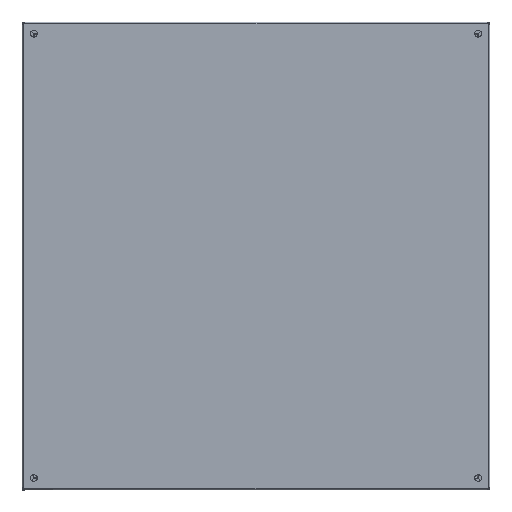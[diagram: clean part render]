
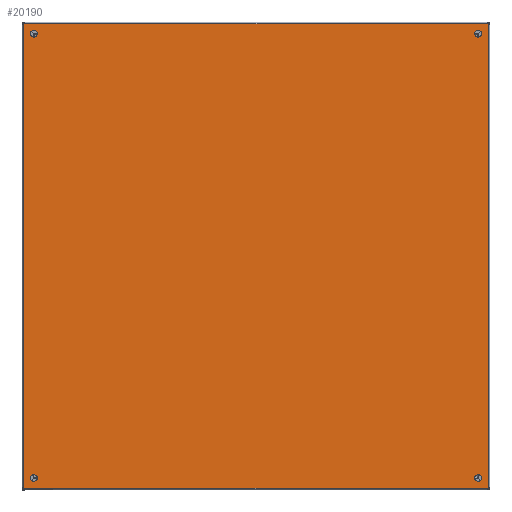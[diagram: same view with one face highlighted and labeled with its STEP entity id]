
A CAD part, top view. The second image highlights one B-rep face of the part: STEP entity #20190.
In plain terms, the highlighted face is planar.
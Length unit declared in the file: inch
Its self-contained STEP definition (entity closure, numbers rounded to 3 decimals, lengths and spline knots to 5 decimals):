
#15298=CARTESIAN_POINT('',(0.53125,0.75,0.0));
#15299=VERTEX_POINT('',#15298);
#15300=CARTESIAN_POINT('',(0.75,0.75,0.0));
#15301=DIRECTION('',(0.0,0.0,1.0));
#15302=DIRECTION('',(1.0,0.0,0.0));
#15303=AXIS2_PLACEMENT_3D('',#15300,#15301,#15302);
#15304=CIRCLE('',#15303,0.21875);
#15305=EDGE_CURVE('',#15299,#15299,#15304,.T.);
#15326=CARTESIAN_POINT('',(29.03125,0.75,0.0));
#15327=VERTEX_POINT('',#15326);
#15328=CARTESIAN_POINT('',(29.25,0.75,0.0));
#15329=DIRECTION('',(0.0,0.0,1.0));
#15330=DIRECTION('',(1.0,0.0,0.0));
#15331=AXIS2_PLACEMENT_3D('',#15328,#15329,#15330);
#15332=CIRCLE('',#15331,0.21875);
#15333=EDGE_CURVE('',#15327,#15327,#15332,.T.);
#15354=CARTESIAN_POINT('',(0.53125,29.25,0.0));
#15355=VERTEX_POINT('',#15354);
#15356=CARTESIAN_POINT('',(0.75,29.25,0.0));
#15357=DIRECTION('',(0.0,0.0,1.0));
#15358=DIRECTION('',(1.0,0.0,0.0));
#15359=AXIS2_PLACEMENT_3D('',#15356,#15357,#15358);
#15360=CIRCLE('',#15359,0.21875);
#15361=EDGE_CURVE('',#15355,#15355,#15360,.T.);
#15382=CARTESIAN_POINT('',(29.03125,29.25,0.0));
#15383=VERTEX_POINT('',#15382);
#15384=CARTESIAN_POINT('',(29.25,29.25,0.0));
#15385=DIRECTION('',(0.0,0.0,1.0));
#15386=DIRECTION('',(1.0,0.0,0.0));
#15387=AXIS2_PLACEMENT_3D('',#15384,#15385,#15386);
#15388=CIRCLE('',#15387,0.21875);
#15389=EDGE_CURVE('',#15383,#15383,#15388,.T.);
#18968=CARTESIAN_POINT('',(29.89475,29.88277,0.0));
#18969=VERTEX_POINT('',#18968);
#19066=CARTESIAN_POINT('',(29.89475,0.11723,0.0));
#19067=VERTEX_POINT('',#19066);
#19110=CARTESIAN_POINT('',(29.89475,29.88277,0.0));
#19111=DIRECTION('',(0.0,-1.0,0.0));
#19112=VECTOR('',#19111,29.76553);
#19113=LINE('',#19110,#19112);
#19114=EDGE_CURVE('',#18969,#19067,#19113,.T.);
#19285=CARTESIAN_POINT('',(0.11723,29.89475,0.));
#19286=VERTEX_POINT('',#19285);
#19383=CARTESIAN_POINT('',(29.88277,29.89475,0.0));
#19384=VERTEX_POINT('',#19383);
#19427=CARTESIAN_POINT('',(0.11723,29.89475,0.0));
#19428=DIRECTION('',(1.0,0.0,0.0));
#19429=VECTOR('',#19428,29.76553);
#19430=LINE('',#19427,#19429);
#19431=EDGE_CURVE('',#19286,#19384,#19430,.T.);
#19598=CARTESIAN_POINT('',(0.10525,0.11723,0.0));
#19599=VERTEX_POINT('',#19598);
#19696=CARTESIAN_POINT('',(0.10525,29.88277,0.0));
#19697=VERTEX_POINT('',#19696);
#19740=CARTESIAN_POINT('',(0.10525,0.11723,0.0));
#19741=DIRECTION('',(0.0,1.0,0.0));
#19742=VECTOR('',#19741,29.76553);
#19743=LINE('',#19740,#19742);
#19744=EDGE_CURVE('',#19599,#19697,#19743,.T.);
#19911=CARTESIAN_POINT('',(29.88277,0.10525,0.0));
#19912=VERTEX_POINT('',#19911);
#19967=CARTESIAN_POINT('',(0.11723,0.10525,0.0));
#19968=VERTEX_POINT('',#19967);
#19982=CARTESIAN_POINT('',(29.88277,0.10525,0.0));
#19983=DIRECTION('',(-1.0,0.0,0.0));
#19984=VECTOR('',#19983,29.76553);
#19985=LINE('',#19982,#19984);
#19986=EDGE_CURVE('',#19912,#19968,#19985,.T.);
#20077=CARTESIAN_POINT('',(0.06211,0.06211,0.0));
#20078=DIRECTION('',(0.0,0.0,1.0));
#20079=DIRECTION('',(1.0,0.0,0.0));
#20080=AXIS2_PLACEMENT_3D('',#20077,#20078,#20079);
#20081=CIRCLE('',#20080,0.07);
#20082=EDGE_CURVE('',#19968,#19599,#20081,.T.);
#20139=CARTESIAN_POINT('',(29.93789,0.06211,0.0));
#20140=DIRECTION('',(0.0,0.0,1.0));
#20141=DIRECTION('',(1.0,0.0,0.0));
#20142=AXIS2_PLACEMENT_3D('',#20139,#20140,#20141);
#20143=CIRCLE('',#20142,0.07);
#20144=EDGE_CURVE('',#19067,#19912,#20143,.T.);
#20151=CARTESIAN_POINT('',(15.,15.,0.0));
#20152=DIRECTION('',(0.0,0.0,1.0));
#20153=DIRECTION('',(1.0,0.0,0.0));
#20154=AXIS2_PLACEMENT_3D('',#20151,#20152,#20153);
#20155=PLANE('',#20154);
#20156=ORIENTED_EDGE('',*,*,#19986,.T.);
#20157=ORIENTED_EDGE('',*,*,#20082,.T.);
#20158=ORIENTED_EDGE('',*,*,#19744,.T.);
#20159=CARTESIAN_POINT('',(0.06211,29.93789,0.0));
#20160=DIRECTION('',(0.0,0.0,1.0));
#20161=DIRECTION('',(1.0,0.0,0.0));
#20162=AXIS2_PLACEMENT_3D('',#20159,#20160,#20161);
#20163=CIRCLE('',#20162,0.07);
#20164=EDGE_CURVE('',#19697,#19286,#20163,.T.);
#20165=ORIENTED_EDGE('',*,*,#20164,.T.);
#20166=ORIENTED_EDGE('',*,*,#19431,.T.);
#20167=CARTESIAN_POINT('',(29.93789,29.93789,0.0));
#20168=DIRECTION('',(0.0,0.0,1.0));
#20169=DIRECTION('',(1.0,0.0,0.0));
#20170=AXIS2_PLACEMENT_3D('',#20167,#20168,#20169);
#20171=CIRCLE('',#20170,0.07);
#20172=EDGE_CURVE('',#19384,#18969,#20171,.T.);
#20173=ORIENTED_EDGE('',*,*,#20172,.T.);
#20174=ORIENTED_EDGE('',*,*,#19114,.T.);
#20175=ORIENTED_EDGE('',*,*,#20144,.T.);
#20176=EDGE_LOOP('',(#20156,#20157,#20158,#20165,#20166,#20173,#20174,#20175));
#20177=FACE_OUTER_BOUND('',#20176,.T.);
#20178=ORIENTED_EDGE('',*,*,#15305,.T.);
#20179=EDGE_LOOP('',(#20178));
#20180=FACE_BOUND('',#20179,.T.);
#20181=ORIENTED_EDGE('',*,*,#15333,.T.);
#20182=EDGE_LOOP('',(#20181));
#20183=FACE_BOUND('',#20182,.T.);
#20184=ORIENTED_EDGE('',*,*,#15361,.T.);
#20185=EDGE_LOOP('',(#20184));
#20186=FACE_BOUND('',#20185,.T.);
#20187=ORIENTED_EDGE('',*,*,#15389,.T.);
#20188=EDGE_LOOP('',(#20187));
#20189=FACE_BOUND('',#20188,.T.);
#20190=ADVANCED_FACE('',(#20177,#20180,#20183,#20186,#20189),#20155,.F.);
